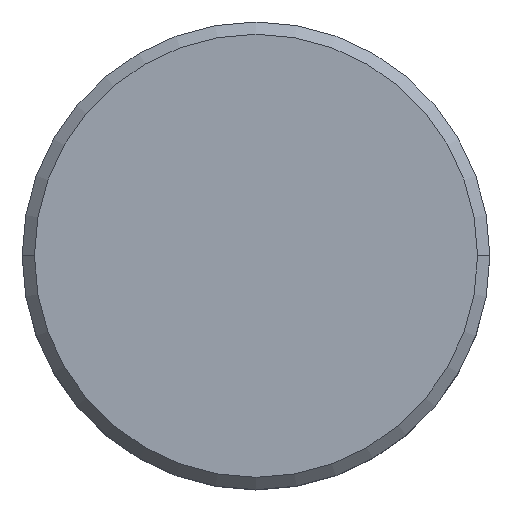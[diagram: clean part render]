
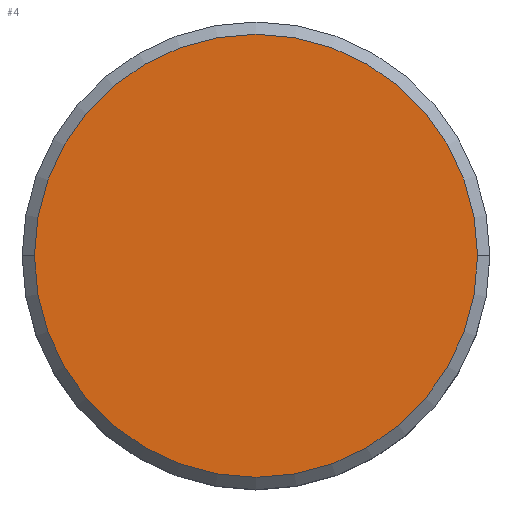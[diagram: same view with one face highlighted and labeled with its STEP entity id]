
A CAD part, top view. The second image highlights one B-rep face of the part: STEP entity #4.
In plain terms, the highlighted planar face has unit normal (0, 0, 1).
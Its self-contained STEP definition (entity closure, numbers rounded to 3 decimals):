
#4 = ADVANCED_FACE ( 'NONE', ( #107 ), #118, .T. ) ;
#11 = EDGE_CURVE ( 'NONE', #306, #284, #140, .T. ) ;
#35 = DIRECTION ( 'NONE',  ( 1., 0., 0. ) ) ;
#39 = DIRECTION ( 'NONE',  ( 0., 0., 1. ) ) ;
#95 = CARTESIAN_POINT ( 'NONE',  ( 9., 0., 0. ) ) ;
#107 = FACE_OUTER_BOUND ( 'NONE', #256, .T. ) ;
#116 = EDGE_CURVE ( 'NONE', #284, #306, #299, .T. ) ;
#118 = PLANE ( 'NONE',  #285 ) ;
#122 = CARTESIAN_POINT ( 'NONE',  ( -9., 0., 0. ) ) ;
#128 = DIRECTION ( 'NONE',  ( 1., 0., 0. ) ) ;
#131 = DIRECTION ( 'NONE',  ( 1., 0., 0. ) ) ;
#140 = CIRCLE ( 'NONE', #599, 9. ) ;
#163 = AXIS2_PLACEMENT_3D ( 'NONE', #469, #39, #35 ) ;
#256 = EDGE_LOOP ( 'NONE', ( #398, #441 ) ) ;
#284 = VERTEX_POINT ( 'NONE', #95 ) ;
#285 = AXIS2_PLACEMENT_3D ( 'NONE', #294, #414, #128 ) ;
#294 = CARTESIAN_POINT ( 'NONE',  ( 0., 0., 0. ) ) ;
#299 = CIRCLE ( 'NONE', #163, 9. ) ;
#306 = VERTEX_POINT ( 'NONE', #122 ) ;
#398 = ORIENTED_EDGE ( 'NONE', *, *, #11, .T. ) ;
#414 = DIRECTION ( 'NONE',  ( 0., 0., 1. ) ) ;
#416 = CARTESIAN_POINT ( 'NONE',  ( 0., 0., 0. ) ) ;
#441 = ORIENTED_EDGE ( 'NONE', *, *, #116, .T. ) ;
#469 = CARTESIAN_POINT ( 'NONE',  ( 0., 0., 0. ) ) ;
#555 = DIRECTION ( 'NONE',  ( 0., 0., 1. ) ) ;
#599 = AXIS2_PLACEMENT_3D ( 'NONE', #416, #555, #131 ) ;
